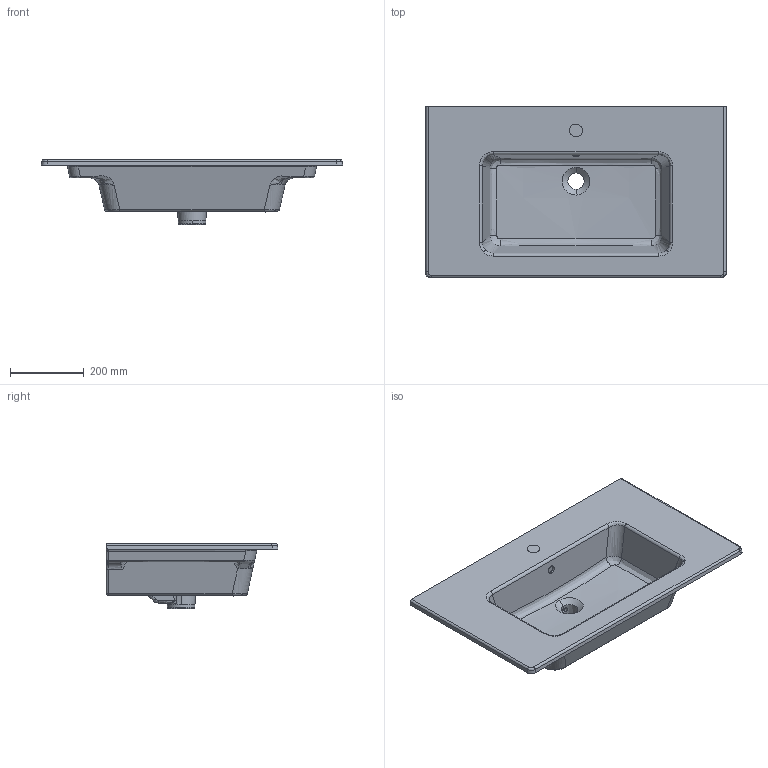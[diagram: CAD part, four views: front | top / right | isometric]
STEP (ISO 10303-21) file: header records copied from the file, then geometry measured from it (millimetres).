
FILE_DESCRIPTION (( 'STEP AP214' ), '1' );
FILE_NAME ('UN080B.0TH_Step_v10822.STEP', '2022-08-16T13:13:15', ( '' ), ( '' ), 'SwSTEP 2.0', 'SolidWorks 2019', '' );
FILE_SCHEMA (( 'AUTOMOTIVE_DESIGN' ));
Length unit declared in the file: millimetre
Products named in the file (1): UN080B.0TH_Step_v10822
Bounding box: 815 x 465 x 176 mm (x, y, z)
Volume: 12296203.4 mm3; surface area: 1275593.6 mm2
Topology: 1 solids, 1 shells, 508 faces, 1239 edges, 736 vertices
Faces by surface type: bspline 460, cylinder 26, plane 17, torus 3, sphere 2
Entity records: 54922 total; most frequent: CARTESIAN_POINT 47361, ORIENTED_EDGE 2462, EDGE_CURVE 1231, B_SPLINE_CURVE_WITH_KNOTS 891, VERTEX_POINT 736, EDGE_LOOP 523, FACE_OUTER_BOUND 508, ADVANCED_FACE 508
